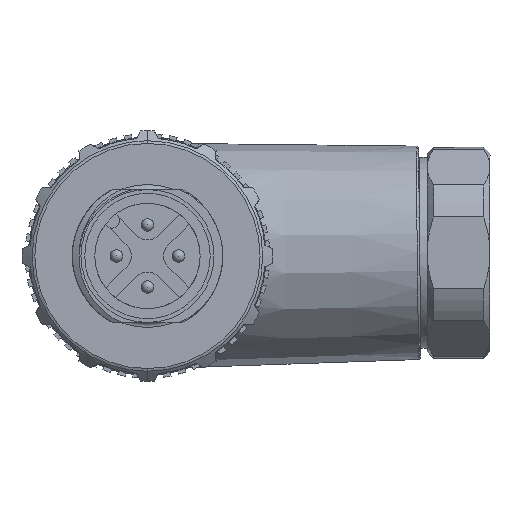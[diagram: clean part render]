
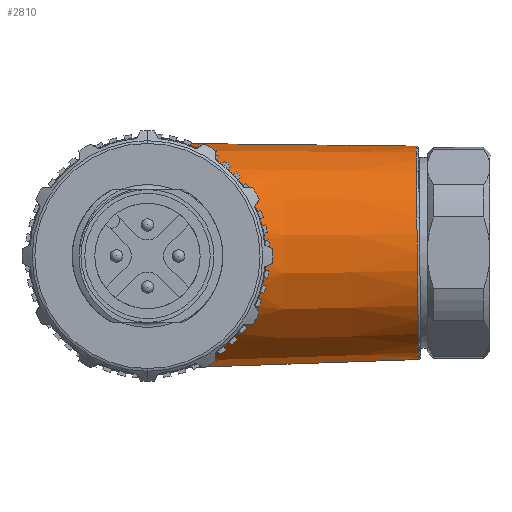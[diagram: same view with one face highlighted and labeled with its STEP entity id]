
A CAD part, left-side view. The second image highlights one B-rep face of the part: STEP entity #2810.
In plain terms, the highlighted conical face has half-angle 1.321 degrees and reference radius 8.994 mm.
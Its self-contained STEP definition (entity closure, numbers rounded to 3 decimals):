
#143=CONICAL_SURFACE('',#10032,8.994,1.321);
#524=B_SPLINE_CURVE_WITH_KNOTS('',3,(#18295,#18296,#18297,#18298,#18299,
#18300,#18301,#18302,#18303,#18304,#18305,#18306,#18307,#18308,#18309,#18310),
 .UNSPECIFIED.,.F.,.F.,(4,2,2,2,2,2,2,4),(0.,0.25,0.5,0.75,
0.875,0.938,0.969,1.),.UNSPECIFIED.);
#525=B_SPLINE_CURVE_WITH_KNOTS('',3,(#18312,#18313,#18314,#18315,#18316,
#18317,#18318,#18319,#18320,#18321,#18322,#18323,#18324,#18325,#18326,#18327),
 .UNSPECIFIED.,.F.,.F.,(4,2,2,2,2,2,2,4),(0.,0.031,0.062,
0.125,0.25,0.5,0.75,1.),.UNSPECIFIED.);
#1020=FACE_OUTER_BOUND('',#3650,.T.);
#1494=LINE('',#18225,#2125);
#1495=LINE('',#18227,#2126);
#1497=LINE('',#18234,#2128);
#1498=LINE('',#18240,#2129);
#2125=VECTOR('',#11578,1.);
#2126=VECTOR('',#11581,1.);
#2128=VECTOR('',#11587,1.);
#2129=VECTOR('',#11592,1.);
#2810=ADVANCED_FACE('',(#1020),#143,.T.);
#3650=EDGE_LOOP('',(#5417,#5418,#5419,#5420,#5421,#5422,#5423,#5424));
#5417=ORIENTED_EDGE('',*,*,#8465,.T.);
#5418=ORIENTED_EDGE('',*,*,#8462,.T.);
#5419=ORIENTED_EDGE('',*,*,#8456,.T.);
#5420=ORIENTED_EDGE('',*,*,#8453,.T.);
#5421=ORIENTED_EDGE('',*,*,#8478,.F.);
#5422=ORIENTED_EDGE('',*,*,#8479,.F.);
#5423=ORIENTED_EDGE('',*,*,#8452,.T.);
#5424=ORIENTED_EDGE('',*,*,#8459,.F.);
#7283=VERTEX_POINT('',#18221);
#7285=VERTEX_POINT('',#18224);
#7286=VERTEX_POINT('',#18228);
#7287=VERTEX_POINT('',#18229);
#7289=VERTEX_POINT('',#18235);
#7291=VERTEX_POINT('',#18239);
#7293=VERTEX_POINT('',#18266);
#7301=VERTEX_POINT('',#18311);
#8452=EDGE_CURVE('',#7283,#7285,#1494,.T.);
#8453=EDGE_CURVE('',#7286,#7287,#1495,.T.);
#8456=EDGE_CURVE('',#7289,#7286,#1497,.T.);
#8459=EDGE_CURVE('',#7291,#7285,#1498,.T.);
#8462=EDGE_CURVE('',#7293,#7289,#9366,.T.);
#8465=EDGE_CURVE('',#7291,#7293,#9369,.T.);
#8478=EDGE_CURVE('',#7301,#7287,#524,.T.);
#8479=EDGE_CURVE('',#7283,#7301,#525,.T.);
#9366=CIRCLE('',#10018,8.505);
#9369=CIRCLE('',#10022,8.505);
#10018=AXIS2_PLACEMENT_3D('',#18265,#11595,#11596);
#10022=AXIS2_PLACEMENT_3D('',#18270,#11603,#11604);
#10032=AXIS2_PLACEMENT_3D('',#18328,#11631,#11632);
#11578=DIRECTION('',(0.,-0.999,0.035));
#11581=DIRECTION('',(0.,1.,0.011));
#11587=DIRECTION('',(0.,1.,0.011));
#11592=DIRECTION('',(0.,0.999,-0.035));
#11595=DIRECTION('',(0.,1.,-0.012));
#11596=DIRECTION('',(0.,0.012,1.));
#11603=DIRECTION('',(0.,1.,-0.012));
#11604=DIRECTION('',(0.,0.012,1.));
#11631=DIRECTION('',(0.,1.,-0.012));
#11632=DIRECTION('',(0.,-0.012,-1.));
#18221=CARTESIAN_POINT('',(31.9,-0.506,-8.986));
#18224=CARTESIAN_POINT('',(31.9,-3.359,-8.886));
#18225=CARTESIAN_POINT('',(31.9,-11.055,-8.618));
#18227=CARTESIAN_POINT('',(31.9,-10.849,8.876));
#18228=CARTESIAN_POINT('',(31.9,-3.149,8.963));
#18229=CARTESIAN_POINT('',(31.9,-0.294,8.995));
#18234=CARTESIAN_POINT('',(31.9,-0.167,8.997));
#18235=CARTESIAN_POINT('',(31.9,-21.403,8.757));
#18239=CARTESIAN_POINT('',(31.9,-21.603,-8.25));
#18240=CARTESIAN_POINT('',(31.9,-0.379,-8.99));
#18265=CARTESIAN_POINT('',(31.9,-21.503,0.253));
#18266=CARTESIAN_POINT('',(31.805,-21.603,-8.25));
#18270=CARTESIAN_POINT('',(31.9,-21.503,0.253));
#18295=CARTESIAN_POINT('',(23.107,-8.999,0.106));
#18296=CARTESIAN_POINT('',(23.107,-8.983,1.521));
#18297=CARTESIAN_POINT('',(23.451,-8.623,2.88));
#18298=CARTESIAN_POINT('',(24.573,-7.474,5.175));
#18299=CARTESIAN_POINT('',(25.33,-6.707,6.105));
#18300=CARTESIAN_POINT('',(27.016,-5.005,7.564));
#18301=CARTESIAN_POINT('',(27.923,-4.092,8.081));
#18302=CARTESIAN_POINT('',(29.359,-2.654,8.615));
#18303=CARTESIAN_POINT('',(29.846,-2.166,8.75));
#18304=CARTESIAN_POINT('',(30.586,-1.43,8.889));
#18305=CARTESIAN_POINT('',(30.833,-1.184,8.925));
#18306=CARTESIAN_POINT('',(31.209,-0.818,8.964));
#18307=CARTESIAN_POINT('',(31.335,-0.696,8.974));
#18308=CARTESIAN_POINT('',(31.593,-0.46,8.989));
#18309=CARTESIAN_POINT('',(31.718,-0.294,8.995));
#18310=CARTESIAN_POINT('',(31.9,-0.294,8.995));
#18311=CARTESIAN_POINT('',(23.107,-8.999,0.106));
#18312=CARTESIAN_POINT('',(31.9,-0.506,-8.986));
#18313=CARTESIAN_POINT('',(31.721,-0.506,-8.986));
#18314=CARTESIAN_POINT('',(31.595,-0.67,-8.976));
#18315=CARTESIAN_POINT('',(31.337,-0.906,-8.955));
#18316=CARTESIAN_POINT('',(31.211,-1.027,-8.942));
#18317=CARTESIAN_POINT('',(30.835,-1.393,-8.895));
#18318=CARTESIAN_POINT('',(30.588,-1.637,-8.853));
#18319=CARTESIAN_POINT('',(29.851,-2.367,-8.697));
#18320=CARTESIAN_POINT('',(29.366,-2.848,-8.553));
#18321=CARTESIAN_POINT('',(27.93,-4.275,-7.986));
#18322=CARTESIAN_POINT('',(27.019,-5.179,-7.444));
#18323=CARTESIAN_POINT('',(25.345,-6.834,-5.96));
#18324=CARTESIAN_POINT('',(24.582,-7.586,-5.012));
#18325=CARTESIAN_POINT('',(23.451,-8.689,-2.678));
#18326=CARTESIAN_POINT('',(23.107,-9.016,-1.31));
#18327=CARTESIAN_POINT('',(23.107,-8.999,0.106));
#18328=CARTESIAN_POINT('',(31.9,-0.273,0.003));
